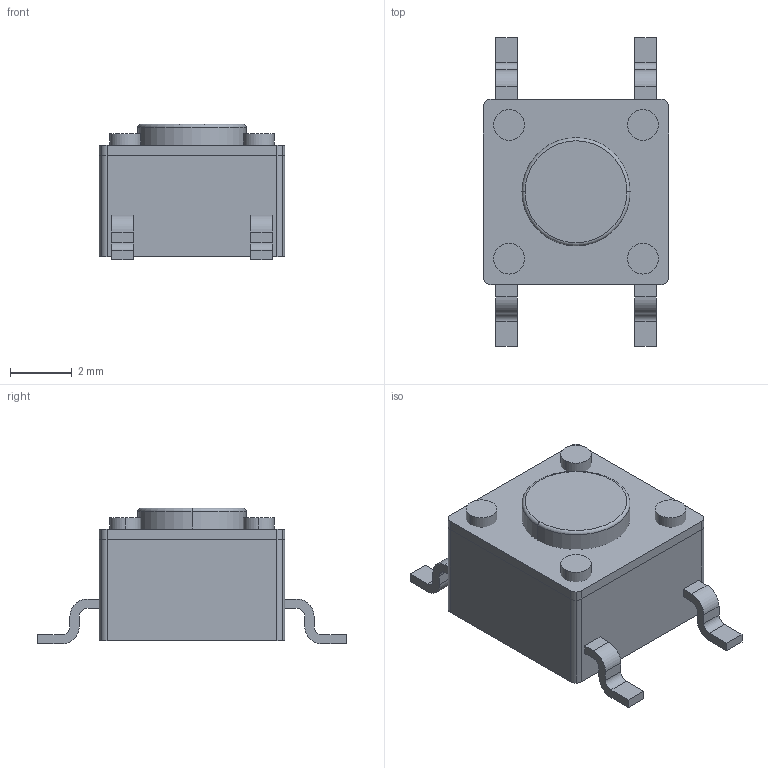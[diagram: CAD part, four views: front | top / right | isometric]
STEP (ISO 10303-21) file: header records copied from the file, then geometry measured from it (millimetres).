
FILE_DESCRIPTION((''),'2;1');
FILE_NAME('PB_TYCO_ALCOSWITCH_FSM2JSMA.stp','2009-08-31T11:41:33',(''),(''),'Mechanical Desktop 2006','Mechanical Desktop 2006',', , ');
FILE_SCHEMA(('AUTOMOTIVE_DESIGN { 1 2 10303 214 0 1 1 1 }'));
Length unit declared in the file: millimetre
Products named in the file (1): Product
Bounding box: 6 x 10 x 4.39 mm (x, y, z)
Volume: 140.2 mm3; surface area: 290.9 mm2
Topology: 11 solids, 11 shells, 106 faces, 255 edges, 176 vertices
Faces by surface type: plane 62, cylinder 42, torus 2
Entity records: 3159 total; most frequent: DIRECTION 557, CARTESIAN_POINT 533, ORIENTED_EDGE 500, EDGE_CURVE 250, AXIS2_PLACEMENT_3D 195, VECTOR 167, LINE 167, VERTEX_POINT 166
